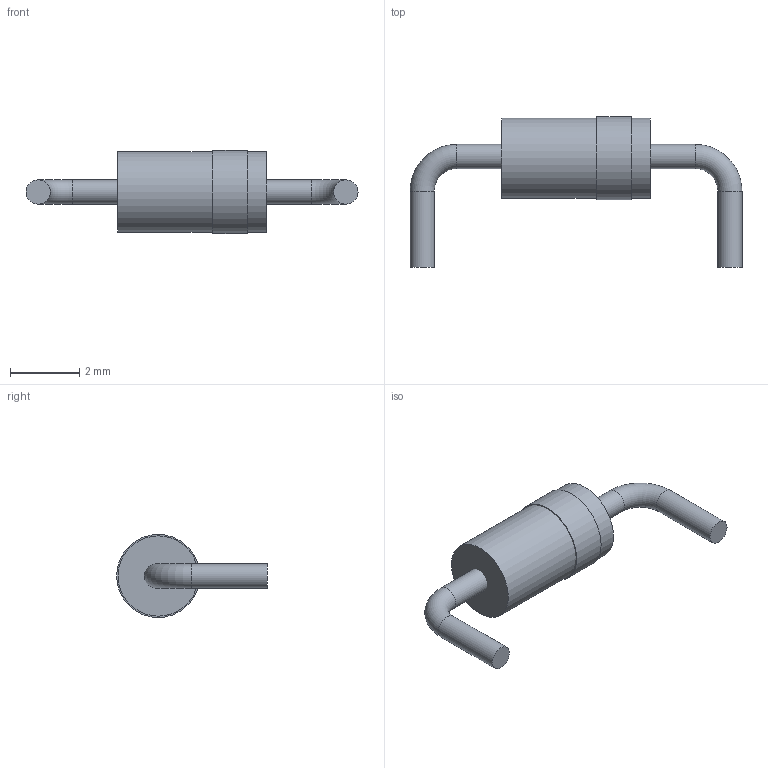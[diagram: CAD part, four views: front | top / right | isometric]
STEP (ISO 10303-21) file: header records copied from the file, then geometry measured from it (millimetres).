
FILE_DESCRIPTION(('FreeCAD Model'),'2;1');
FILE_NAME('Diode DO41.step', '2019-04-23T04:02:21',('Author'),(''), 'Open CASCADE STEP processor 6.8','FreeCAD','Unknown');
FILE_SCHEMA(('AUTOMOTIVE_DESIGN_CC2 { 1 2 10303 214 -1 1 5 4 }'));
Length unit declared in the file: millimetre
Products named in the file (4): ASSEMBLY; Sweep; Cylinder; Cylinder001
Assembly tree (3 placements, depth 2):
  ASSEMBLY
    Sweep
    Cylinder
    Cylinder001
Bounding box: 9.59 x 4.35 x 2.4 mm (x, y, z)
Volume: 28.3 mm3; surface area: 88.9 mm2
Topology: 3 solids, 3 shells, 13 faces, 17 edges, 10 vertices
Faces by surface type: plane 6, cylinder 5, torus 2
Full cylindrical faces by diameter (mm): 0.7 x3, 2.32 x1, 2.4 x1
Entity records: 581 total; most frequent: CARTESIAN_POINT 99, DIRECTION 86, ORIENTED_EDGE 34, PCURVE 34, DEFINITIONAL_REPRESENTATION 34, AXIS2_PLACEMENT_3D 29, LINE 24, VECTOR 24
